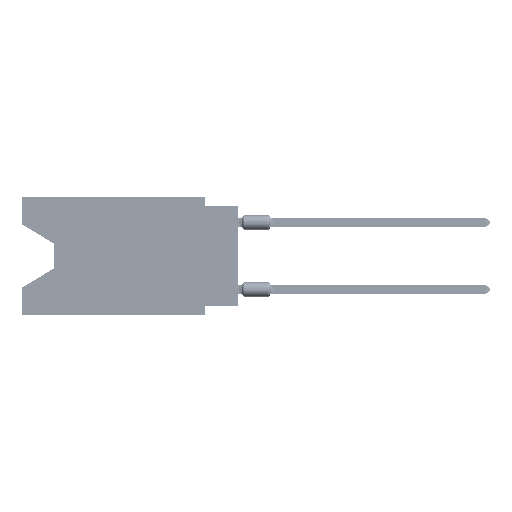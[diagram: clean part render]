
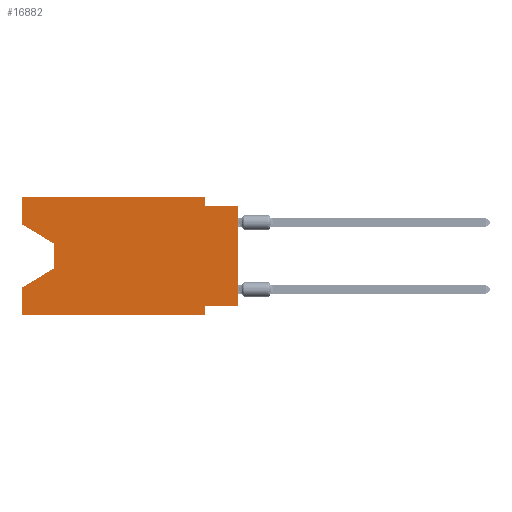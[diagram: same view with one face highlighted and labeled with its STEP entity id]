
A CAD part, left-side view. The second image highlights one B-rep face of the part: STEP entity #16882.
In plain terms, the highlighted planar face has unit normal (-1, 0, 0).
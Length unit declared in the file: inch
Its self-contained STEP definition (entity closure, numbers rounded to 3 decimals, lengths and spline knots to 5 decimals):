
#743 = CARTESIAN_POINT ( 'NONE',  ( 0., 0.645, 0. ) ) ;
#3344 = LINE ( 'NONE', #15174, #69371 ) ;
#3572 = LINE ( 'NONE', #14644, #31330 ) ;
#6207 = CARTESIAN_POINT ( 'NONE',  ( 0., 0.55, -0.212 ) ) ;
#7107 = EDGE_CURVE ( 'NONE', #32260, #16621, #21188, .T. ) ;
#7509 = DIRECTION ( 'NONE',  ( 1., 0., 0. ) ) ;
#8749 = EDGE_CURVE ( 'NONE', #48641, #39318, #50124, .T. ) ;
#9758 = DIRECTION ( 'NONE',  ( 0., 0., -1. ) ) ;
#11925 = LINE ( 'NONE', #6207, #20438 ) ;
#11978 = LINE ( 'NONE', #16972, #57282 ) ;
#12573 = LINE ( 'NONE', #743, #39491 ) ;
#12662 = DIRECTION ( 'NONE',  ( 0., 0.855, -0.519 ) ) ;
#12921 = DIRECTION ( 'NONE',  ( 0., -0.855, -0.519 ) ) ;
#13496 = VECTOR ( 'NONE', #12921, 39.37008 ) ;
#13522 = DIRECTION ( 'NONE',  ( 0., 1., 0. ) ) ;
#14082 = CARTESIAN_POINT ( 'NONE',  ( 0., 0.645, -0.35 ) ) ;
#14644 = CARTESIAN_POINT ( 'NONE',  ( 0., 0., -0.025 ) ) ;
#14824 = CARTESIAN_POINT ( 'NONE',  ( 0., 0., -0.325 ) ) ;
#15017 = DIRECTION ( 'NONE',  ( 0., -1., 0. ) ) ;
#15031 = DIRECTION ( 'NONE',  ( 0., 0., -1. ) ) ;
#15174 = CARTESIAN_POINT ( 'NONE',  ( 0., 0., 0. ) ) ;
#15443 = EDGE_CURVE ( 'NONE', #66374, #19975, #24280, .T. ) ;
#15722 = LINE ( 'NONE', #50434, #37303 ) ;
#16030 = CARTESIAN_POINT ( 'NONE',  ( 0., 0.1, 0. ) ) ;
#16492 = CARTESIAN_POINT ( 'NONE',  ( 0., 0.645, 0. ) ) ;
#16621 = VERTEX_POINT ( 'NONE', #64727 ) ;
#16735 = VECTOR ( 'NONE', #57856, 39.37008 ) ;
#16882 = ADVANCED_FACE ( 'NONE', ( #38002 ), #61246, .F. ) ;
#16972 = CARTESIAN_POINT ( 'NONE',  ( 0., 0.645, -0.35 ) ) ;
#17302 = EDGE_CURVE ( 'NONE', #16621, #35170, #3572, .T. ) ;
#19605 = VERTEX_POINT ( 'NONE', #16492 ) ;
#19836 = EDGE_CURVE ( 'NONE', #62444, #35170, #3344, .T. ) ;
#19975 = VERTEX_POINT ( 'NONE', #57844 ) ;
#20394 = EDGE_CURVE ( 'NONE', #66374, #32873, #11978, .T. ) ;
#20438 = VECTOR ( 'NONE', #12662, 39.37008 ) ;
#21188 = LINE ( 'NONE', #67715, #59509 ) ;
#21455 = EDGE_CURVE ( 'NONE', #37022, #48641, #47644, .T. ) ;
#21755 = ORIENTED_EDGE ( 'NONE', *, *, #15443, .F. ) ;
#22082 = CARTESIAN_POINT ( 'NONE',  ( 0., 0.55, -0.212 ) ) ;
#24280 = LINE ( 'NONE', #70437, #16735 ) ;
#25131 = DIRECTION ( 'NONE',  ( 0., -1., 0. ) ) ;
#26763 = ORIENTED_EDGE ( 'NONE', *, *, #64373, .F. ) ;
#27193 = ORIENTED_EDGE ( 'NONE', *, *, #64809, .T. ) ;
#27589 = LINE ( 'NONE', #32941, #34985 ) ;
#27679 = ORIENTED_EDGE ( 'NONE', *, *, #21455, .T. ) ;
#30456 = CARTESIAN_POINT ( 'NONE',  ( 0., 0.645, -0.08025 ) ) ;
#30746 = DIRECTION ( 'NONE',  ( 0., 0., -1. ) ) ;
#31330 = VECTOR ( 'NONE', #15017, 39.37008 ) ;
#31341 = ORIENTED_EDGE ( 'NONE', *, *, #17302, .F. ) ;
#32260 = VERTEX_POINT ( 'NONE', #16030 ) ;
#32873 = VERTEX_POINT ( 'NONE', #58219 ) ;
#32941 = CARTESIAN_POINT ( 'NONE',  ( 0., 0.1, -0.35 ) ) ;
#33172 = ORIENTED_EDGE ( 'NONE', *, *, #8749, .T. ) ;
#34819 = ORIENTED_EDGE ( 'NONE', *, *, #19836, .T. ) ;
#34985 = VECTOR ( 'NONE', #15031, 39.37008 ) ;
#35170 = VERTEX_POINT ( 'NONE', #47226 ) ;
#35618 = DIRECTION ( 'NONE',  ( 0., -1., 0. ) ) ;
#36492 = CARTESIAN_POINT ( 'NONE',  ( 0., 0.645, 0. ) ) ;
#37022 = VERTEX_POINT ( 'NONE', #40212 ) ;
#37303 = VECTOR ( 'NONE', #56895, 39.37008 ) ;
#38002 = FACE_OUTER_BOUND ( 'NONE', #41759, .T. ) ;
#38649 = DIRECTION ( 'NONE',  ( 0., 0., -1. ) ) ;
#38818 = VECTOR ( 'NONE', #38649, 39.37008 ) ;
#39318 = VERTEX_POINT ( 'NONE', #22082 ) ;
#39491 = VECTOR ( 'NONE', #25131, 39.37008 ) ;
#40212 = CARTESIAN_POINT ( 'NONE',  ( 0., 0.645, -0.08025 ) ) ;
#41759 = EDGE_LOOP ( 'NONE', ( #27679, #33172, #27193, #21755, #58997, #50899, #26763, #34819, #31341, #45378, #56503, #64350 ) ) ;
#45378 = ORIENTED_EDGE ( 'NONE', *, *, #7107, .F. ) ;
#46104 = CARTESIAN_POINT ( 'NONE',  ( 0., 0.55, -0.138 ) ) ;
#47226 = CARTESIAN_POINT ( 'NONE',  ( 0., 0., -0.025 ) ) ;
#47644 = LINE ( 'NONE', #30456, #13496 ) ;
#48625 = CARTESIAN_POINT ( 'NONE',  ( 0., 0., -0.325 ) ) ;
#48641 = VERTEX_POINT ( 'NONE', #46104 ) ;
#50124 = LINE ( 'NONE', #74482, #38818 ) ;
#50434 = CARTESIAN_POINT ( 'NONE',  ( 0., 0.645, 0. ) ) ;
#50899 = ORIENTED_EDGE ( 'NONE', *, *, #71253, .F. ) ;
#50984 = EDGE_CURVE ( 'NONE', #19605, #32260, #12573, .T. ) ;
#52848 = CARTESIAN_POINT ( 'NONE',  ( 0., 0.1, -0.325 ) ) ;
#53185 = LINE ( 'NONE', #48625, #53255 ) ;
#53255 = VECTOR ( 'NONE', #13522, 39.37008 ) ;
#54265 = VERTEX_POINT ( 'NONE', #52848 ) ;
#56503 = ORIENTED_EDGE ( 'NONE', *, *, #50984, .F. ) ;
#56895 = DIRECTION ( 'NONE',  ( 0., 0., 1. ) ) ;
#57282 = VECTOR ( 'NONE', #35618, 39.37008 ) ;
#57844 = CARTESIAN_POINT ( 'NONE',  ( 0., 0.645, -0.26975 ) ) ;
#57856 = DIRECTION ( 'NONE',  ( 0., 0., 1. ) ) ;
#58219 = CARTESIAN_POINT ( 'NONE',  ( 0., 0.1, -0.35 ) ) ;
#58997 = ORIENTED_EDGE ( 'NONE', *, *, #20394, .T. ) ;
#59509 = VECTOR ( 'NONE', #9758, 39.37008 ) ;
#61246 = PLANE ( 'NONE',  #61795 ) ;
#61435 = EDGE_CURVE ( 'NONE', #37022, #19605, #15722, .T. ) ;
#61795 = AXIS2_PLACEMENT_3D ( 'NONE', #36492, #7509, #30746 ) ;
#62444 = VERTEX_POINT ( 'NONE', #14824 ) ;
#64350 = ORIENTED_EDGE ( 'NONE', *, *, #61435, .F. ) ;
#64373 = EDGE_CURVE ( 'NONE', #62444, #54265, #53185, .T. ) ;
#64727 = CARTESIAN_POINT ( 'NONE',  ( 0., 0.1, -0.025 ) ) ;
#64809 = EDGE_CURVE ( 'NONE', #39318, #19975, #11925, .T. ) ;
#66374 = VERTEX_POINT ( 'NONE', #14082 ) ;
#67715 = CARTESIAN_POINT ( 'NONE',  ( 0., 0.1, 0. ) ) ;
#68924 = DIRECTION ( 'NONE',  ( 0., 0., 1. ) ) ;
#69371 = VECTOR ( 'NONE', #68924, 39.37008 ) ;
#70437 = CARTESIAN_POINT ( 'NONE',  ( 0., 0.645, 0. ) ) ;
#71253 = EDGE_CURVE ( 'NONE', #54265, #32873, #27589, .T. ) ;
#74482 = CARTESIAN_POINT ( 'NONE',  ( 0., 0.55, -0.138 ) ) ;
